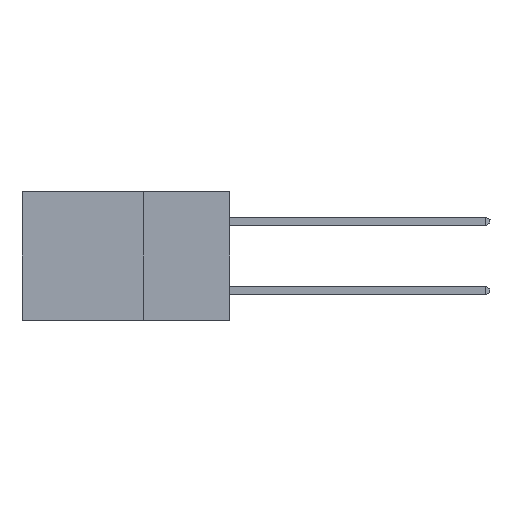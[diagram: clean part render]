
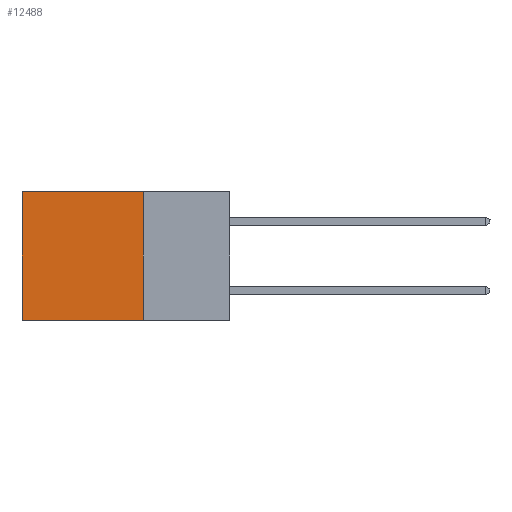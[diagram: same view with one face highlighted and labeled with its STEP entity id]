
A CAD part, left-side view. The second image highlights one B-rep face of the part: STEP entity #12488.
In plain terms, the highlighted planar face has unit normal (-1, 0, 0).
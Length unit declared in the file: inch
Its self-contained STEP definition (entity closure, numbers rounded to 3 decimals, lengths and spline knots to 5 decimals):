
#188 = FACE_OUTER_BOUND ( 'NONE', #19113, .T. ) ;
#3539 = CARTESIAN_POINT ( 'NONE',  ( 0.298, 0.6, -0.37 ) ) ;
#4108 = DIRECTION ( 'NONE',  ( 0., 0., -1. ) ) ;
#4550 = VERTEX_POINT ( 'NONE', #20190 ) ;
#4557 = LINE ( 'NONE', #11730, #21118 ) ;
#4642 = ORIENTED_EDGE ( 'NONE', *, *, #4924, .F. ) ;
#4921 = LINE ( 'NONE', #12662, #11084 ) ;
#4924 = EDGE_CURVE ( 'NONE', #8961, #4550, #23118, .T. ) ;
#4963 = ORIENTED_EDGE ( 'NONE', *, *, #14440, .T. ) ;
#5385 = VECTOR ( 'NONE', #4108, 39.37008 ) ;
#6028 = EDGE_CURVE ( 'NONE', #4550, #21355, #22816, .T. ) ;
#6836 = DIRECTION ( 'NONE',  ( 1., 0., 0. ) ) ;
#7721 = DIRECTION ( 'NONE',  ( 0., 1., 0. ) ) ;
#8114 = DIRECTION ( 'NONE',  ( 0., 0., -1. ) ) ;
#8385 = CARTESIAN_POINT ( 'NONE',  ( 0.298, 0.25, 0. ) ) ;
#8730 = PLANE ( 'NONE',  #11341 ) ;
#8961 = VERTEX_POINT ( 'NONE', #8385 ) ;
#10653 = ORIENTED_EDGE ( 'NONE', *, *, #6028, .F. ) ;
#11084 = VECTOR ( 'NONE', #8114, 39.37008 ) ;
#11283 = EDGE_CURVE ( 'NONE', #8961, #20338, #4557, .T. ) ;
#11341 = AXIS2_PLACEMENT_3D ( 'NONE', #24390, #6836, #14627 ) ;
#11730 = CARTESIAN_POINT ( 'NONE',  ( 0.298, 0.25, 0. ) ) ;
#11751 = CARTESIAN_POINT ( 'NONE',  ( 0.298, 0.25, -0.37 ) ) ;
#12488 = ADVANCED_FACE ( 'NONE', ( #188 ), #8730, .F. ) ;
#12662 = CARTESIAN_POINT ( 'NONE',  ( 0.298, 0.6, 0. ) ) ;
#13844 = CARTESIAN_POINT ( 'NONE',  ( 0.298, 0.25, 0. ) ) ;
#14440 = EDGE_CURVE ( 'NONE', #20338, #21355, #4921, .T. ) ;
#14627 = DIRECTION ( 'NONE',  ( 0., 0., -1. ) ) ;
#15914 = CARTESIAN_POINT ( 'NONE',  ( 0.298, 0.6, 0. ) ) ;
#19113 = EDGE_LOOP ( 'NONE', ( #4963, #10653, #4642, #21074 ) ) ;
#19523 = DIRECTION ( 'NONE',  ( 0., 1., 0. ) ) ;
#20190 = CARTESIAN_POINT ( 'NONE',  ( 0.298, 0.25, -0.37 ) ) ;
#20338 = VERTEX_POINT ( 'NONE', #15914 ) ;
#21074 = ORIENTED_EDGE ( 'NONE', *, *, #11283, .T. ) ;
#21118 = VECTOR ( 'NONE', #19523, 39.37008 ) ;
#21355 = VERTEX_POINT ( 'NONE', #3539 ) ;
#22816 = LINE ( 'NONE', #11751, #24963 ) ;
#23118 = LINE ( 'NONE', #13844, #5385 ) ;
#24390 = CARTESIAN_POINT ( 'NONE',  ( 0.298, 0.25, 0. ) ) ;
#24963 = VECTOR ( 'NONE', #7721, 39.37008 ) ;
